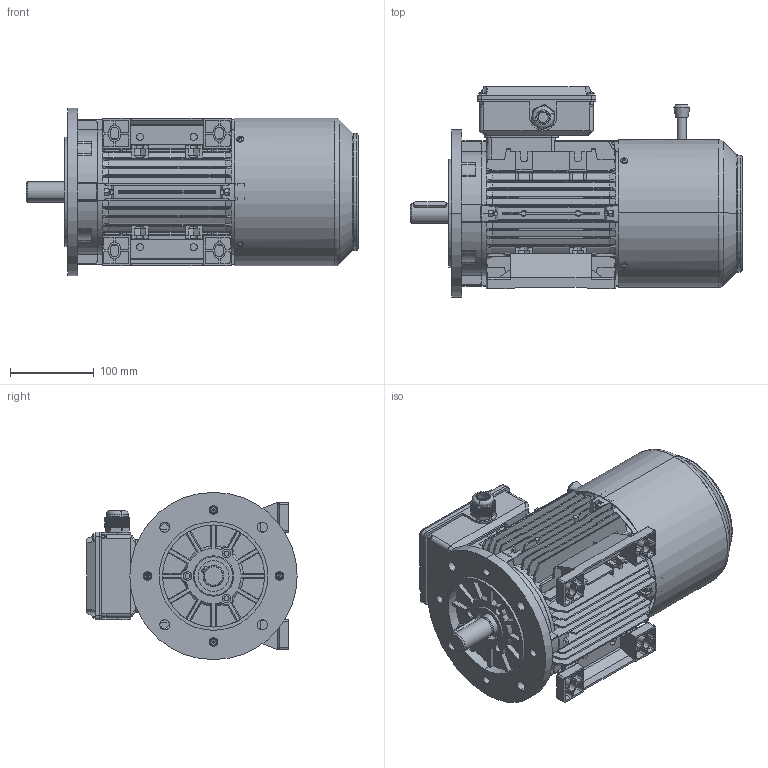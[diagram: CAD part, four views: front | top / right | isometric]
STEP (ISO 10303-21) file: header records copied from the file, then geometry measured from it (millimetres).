
FILE_DESCRIPTION (( 'STEP AP203' ), '1' );
FILE_NAME ('TB90L B35(VIBO諉盄碟).STEP', '2021-11-29T02:47:09', ( '' ), ( '' ), 'SwSTEP 2.0', 'SolidWorks 2014', '' );
FILE_SCHEMA (( 'CONFIG_CONTROL_DESIGN' ));
Length unit declared in the file: millimetre
Products named in the file (18): TB90L B35(VIBO諉盄碟); TB90綴裔; Cross recessed thread forming screws GB_GB_CROSS_SCREWS_TYPE138 M5X12-N; TA90B5楊擘1; 90秶雄ん; VIBO80-100諉盄碟裔; Hexagon socket head cap screws GB_GB_FASTENER_SCREWS_HSHCS M5X25-N; TB90L蛌粣; 80-100堤盄蹟杶; Plain parallel keys_GB_CONNECTING_PIECE_KEYS_CSK 8X40; TB90瑞欶; 80-90VIBO諉盄碟郪磁; Cross recessed thread forming screws GB_GB_CROSS_SCREWS_TYPE138 M4X12-N; T90L儂褲; 90怢宒瑞珔; VIBO80-100諉盄碟釱; Hexagon nuts grade C GB_GB_FASTENER_NUT_SNC1 M5-N; T90L菁褐
Assembly tree (37 placements, depth 3):
  TB90L B35(VIBO諉盄碟)
    T90L儂褲
    TA90B5楊擘1
    Plain parallel keys_GB_CONNECTING_PIECE_KEYS_CSK 8X40
    Hexagon nuts grade C GB_GB_FASTENER_NUT_SNC1 M5-N  x8
    Hexagon socket head cap screws GB_GB_FASTENER_SCREWS_HSHCS M5X25-N  x8
    Cross recessed thread forming screws GB_GB_CROSS_SCREWS_TYPE138 M4X12-N  x4
    TB90綴裔
    TB90L蛌粣
    90怢宒瑞珔
    90秶雄ん
    TB90瑞欶
    T90L菁褐  x2
    80-90VIBO諉盄碟郪磁
      Cross recessed thread forming screws GB_GB_CROSS_SCREWS_TYPE138 M5X12-N  x3
      80-100堤盄蹟杶
      VIBO80-100諉盄碟釱
      VIBO80-100諉盄碟裔
Bounding box: 397 x 251.5 x 200 mm (x, y, z)
Volume: 2392380 mm3; surface area: 1138108.1 mm2
Topology: 41 solids, 41 shells, 4104 faces, 11062 edges, 7151 vertices
Faces by surface type: plane 2443, cylinder 1198, cone 245, torus 179, sphere 32, bspline 7
Entity records: 119740 total; most frequent: CARTESIAN_POINT 27952, ORIENTED_EDGE 19406, DIRECTION 17795, EDGE_CURVE 9703, VERTEX_POINT 6304, VECTOR 5975, LINE 5975, AXIS2_PLACEMENT_3D 5910
